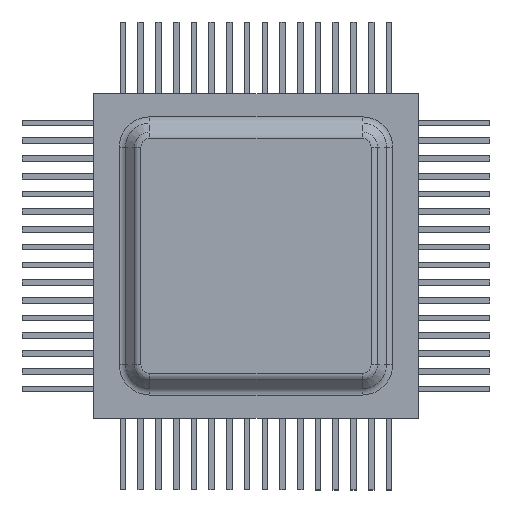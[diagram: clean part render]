
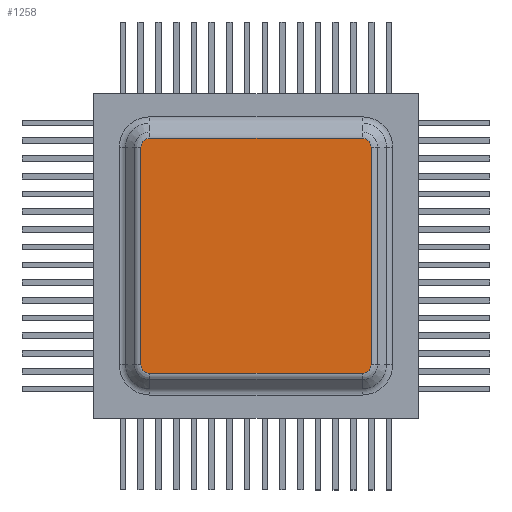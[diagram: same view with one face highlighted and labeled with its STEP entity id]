
A CAD part, top view. The second image highlights one B-rep face of the part: STEP entity #1258.
In plain terms, the highlighted planar face has unit normal (0, 0, 1).
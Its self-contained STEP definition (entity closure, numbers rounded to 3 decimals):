
#1035 = VERTEX_POINT('',#1036);
#1036 = CARTESIAN_POINT('',(-6.,-6.631,3.));
#1043 = EDGE_CURVE('',#1035,#1044,#1046,.T.);
#1044 = VERTEX_POINT('',#1045);
#1045 = CARTESIAN_POINT('',(6.,-6.631,3.));
#1046 = LINE('',#1047,#1048);
#1047 = CARTESIAN_POINT('',(-6.,-6.631,3.));
#1048 = VECTOR('',#1049,1.);
#1049 = DIRECTION('',(1.,0.,0.));
#1068 = VERTEX_POINT('',#1069);
#1069 = CARTESIAN_POINT('',(-6.493,-6.138,3.));
#1078 = EDGE_CURVE('',#1068,#1035,#1079,.T.);
#1079 = CIRCLE('',#1080,0.493);
#1080 = AXIS2_PLACEMENT_3D('',#1081,#1082,#1083);
#1081 = CARTESIAN_POINT('',(-6.,-6.138,3.));
#1082 = DIRECTION('',(0.,0.,1.));
#1083 = DIRECTION('',(-1.,0.,0.));
#1102 = VERTEX_POINT('',#1103);
#1103 = CARTESIAN_POINT('',(6.493,-6.138,3.));
#1110 = EDGE_CURVE('',#1044,#1102,#1111,.T.);
#1111 = CIRCLE('',#1112,0.493);
#1112 = AXIS2_PLACEMENT_3D('',#1113,#1114,#1115);
#1113 = CARTESIAN_POINT('',(6.,-6.138,3.));
#1114 = DIRECTION('',(-0.,0.,1.));
#1115 = DIRECTION('',(0.,-1.,0.));
#1132 = VERTEX_POINT('',#1133);
#1133 = CARTESIAN_POINT('',(-6.493,6.138,3.));
#1140 = EDGE_CURVE('',#1132,#1068,#1141,.T.);
#1141 = LINE('',#1142,#1143);
#1142 = CARTESIAN_POINT('',(-6.493,6.138,3.));
#1143 = VECTOR('',#1144,1.);
#1144 = DIRECTION('',(0.,-1.,0.));
#1157 = EDGE_CURVE('',#1102,#1158,#1160,.T.);
#1158 = VERTEX_POINT('',#1159);
#1159 = CARTESIAN_POINT('',(6.493,6.138,3.));
#1160 = LINE('',#1161,#1162);
#1161 = CARTESIAN_POINT('',(6.493,-6.138,3.));
#1162 = VECTOR('',#1163,1.);
#1163 = DIRECTION('',(0.,1.,0.));
#1182 = VERTEX_POINT('',#1183);
#1183 = CARTESIAN_POINT('',(-6.,6.631,3.));
#1192 = EDGE_CURVE('',#1182,#1132,#1193,.T.);
#1193 = CIRCLE('',#1194,0.493);
#1194 = AXIS2_PLACEMENT_3D('',#1195,#1196,#1197);
#1195 = CARTESIAN_POINT('',(-6.,6.138,3.));
#1196 = DIRECTION('',(0.,-0.,1.));
#1197 = DIRECTION('',(0.,1.,0.));
#1216 = VERTEX_POINT('',#1217);
#1217 = CARTESIAN_POINT('',(6.,6.631,3.));
#1224 = EDGE_CURVE('',#1158,#1216,#1225,.T.);
#1225 = CIRCLE('',#1226,0.493);
#1226 = AXIS2_PLACEMENT_3D('',#1227,#1228,#1229);
#1227 = CARTESIAN_POINT('',(6.,6.138,3.));
#1228 = DIRECTION('',(0.,0.,1.));
#1229 = DIRECTION('',(1.,0.,0.));
#1246 = EDGE_CURVE('',#1216,#1182,#1247,.T.);
#1247 = LINE('',#1248,#1249);
#1248 = CARTESIAN_POINT('',(6.,6.631,3.));
#1249 = VECTOR('',#1250,1.);
#1250 = DIRECTION('',(-1.,0.,0.));
#1258 = ADVANCED_FACE('',(#1259),#1269,.T.);
#1259 = FACE_BOUND('',#1260,.T.);
#1260 = EDGE_LOOP('',(#1261,#1262,#1263,#1264,#1265,#1266,#1267,#1268));
#1261 = ORIENTED_EDGE('',*,*,#1043,.T.);
#1262 = ORIENTED_EDGE('',*,*,#1110,.T.);
#1263 = ORIENTED_EDGE('',*,*,#1157,.T.);
#1264 = ORIENTED_EDGE('',*,*,#1224,.T.);
#1265 = ORIENTED_EDGE('',*,*,#1246,.T.);
#1266 = ORIENTED_EDGE('',*,*,#1192,.T.);
#1267 = ORIENTED_EDGE('',*,*,#1140,.T.);
#1268 = ORIENTED_EDGE('',*,*,#1078,.T.);
#1269 = PLANE('',#1270);
#1270 = AXIS2_PLACEMENT_3D('',#1271,#1272,#1273);
#1271 = CARTESIAN_POINT('',(-6.,-6.138,3.));
#1272 = DIRECTION('',(0.,0.,1.));
#1273 = DIRECTION('',(1.,0.,0.));
